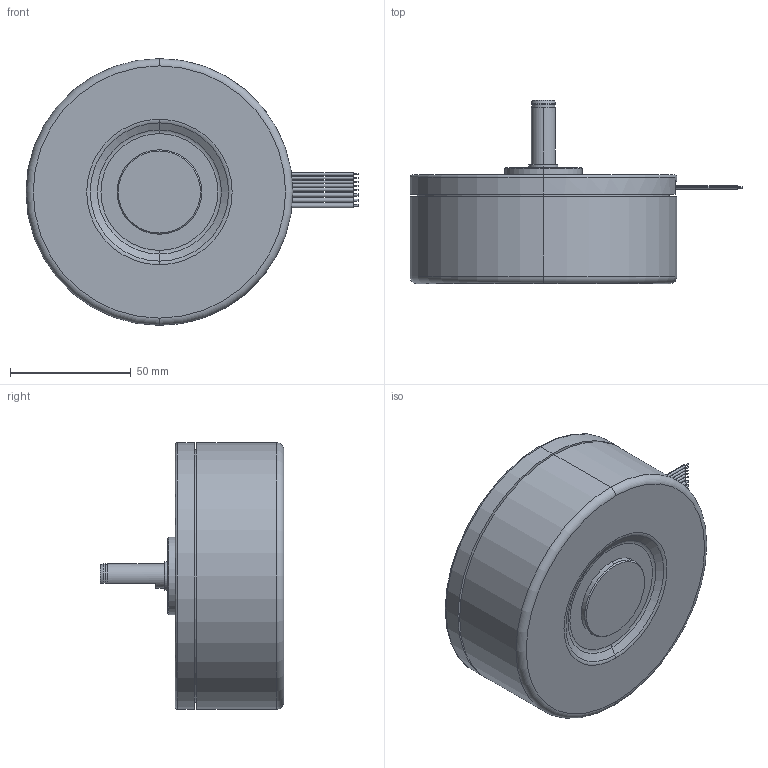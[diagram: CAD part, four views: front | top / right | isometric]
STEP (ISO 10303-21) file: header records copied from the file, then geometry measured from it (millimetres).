
FILE_DESCRIPTION (( 'STEP AP203' ), '1' );
FILE_NAME ('3D EBF110045 R0.STEP', '2024-04-01T02:11:55', ( '' ), ( '' ), 'SwSTEP 2.0', 'SolidWorks 2023', '' );
FILE_SCHEMA (( 'CONFIG_CONTROL_DESIGN' ));
Length unit declared in the file: millimetre
Products named in the file (1): 3D EBF110045 R0
Bounding box: 137.5 x 76 x 110.5 mm (x, y, z)
Volume: 429946.2 mm3; surface area: 39446 mm2
Topology: 1 solids, 1 shells, 121 faces, 261 edges, 162 vertices
Faces by surface type: cylinder 60, plane 36, cone 17, torus 8
Entity records: 3359 total; most frequent: DIRECTION 648, CARTESIAN_POINT 543, ORIENTED_EDGE 506, AXIS2_PLACEMENT_3D 275, EDGE_CURVE 253, VERTEX_POINT 162, CIRCLE 153, EDGE_LOOP 149
